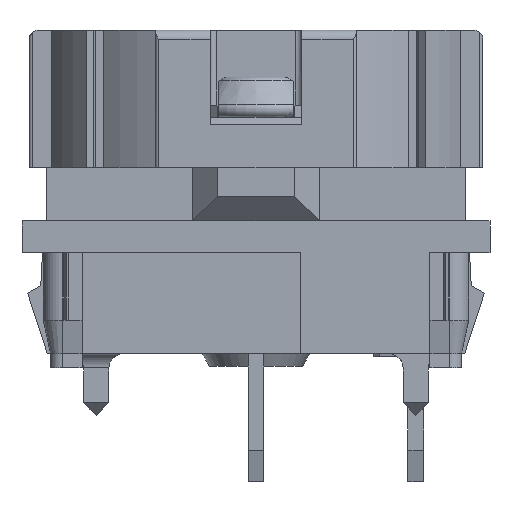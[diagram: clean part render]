
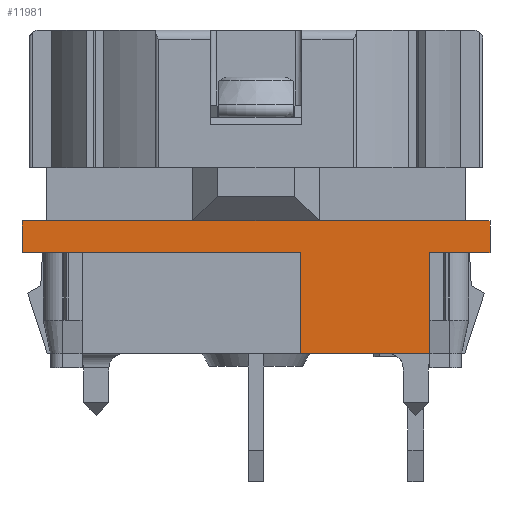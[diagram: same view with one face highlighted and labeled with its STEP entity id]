
A CAD part, front view. The second image highlights one B-rep face of the part: STEP entity #11981.
In plain terms, the highlighted planar face has unit normal (0, -1, 0).
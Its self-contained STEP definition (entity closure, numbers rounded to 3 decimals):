
#10896=CARTESIAN_POINT('',(6.725,-5.5,-4.65));
#10897=VERTEX_POINT('',#10896);
#11072=CARTESIAN_POINT('',(-6.725,-5.5,-4.65));
#11073=VERTEX_POINT('',#11072);
#11146=CARTESIAN_POINT('',(-5.5,-5.5,-4.65));
#11147=VERTEX_POINT('',#11146);
#11194=CARTESIAN_POINT('',(1.4,-5.5,-7.85));
#11195=VERTEX_POINT('',#11194);
#11202=CARTESIAN_POINT('',(1.4,-5.5,-4.65));
#11203=VERTEX_POINT('',#11202);
#11204=CARTESIAN_POINT('',(1.4,-5.5,-7.85));
#11205=DIRECTION('',(0.0,0.0,1.0));
#11206=VECTOR('',#11205,1.0);
#11207=LINE('',#11204,#11206);
#11208=EDGE_CURVE('no 8659',#11195,#11203,#11207,.T.);
#11227=CARTESIAN_POINT('',(5.5,-5.5,-7.85));
#11228=VERTEX_POINT('',#11227);
#11247=CARTESIAN_POINT('',(5.5,-5.5,-4.65));
#11248=VERTEX_POINT('',#11247);
#11255=CARTESIAN_POINT('',(5.5,-5.5,-7.85));
#11256=DIRECTION('',(0.0,0.0,1.0));
#11257=VECTOR('',#11256,1.0);
#11258=LINE('',#11255,#11257);
#11259=EDGE_CURVE('no 8660',#11228,#11248,#11258,.T.);
#11270=CARTESIAN_POINT('',(7.4,-5.5,-4.65));
#11271=DIRECTION('',(-1.0,0.0,0.0));
#11272=VECTOR('',#11271,1.0);
#11273=LINE('',#11270,#11272);
#11274=EDGE_CURVE('no 8657',#11147,#11073,#11273,.T.);
#11316=CARTESIAN_POINT('',(7.4,-5.5,-4.65));
#11317=DIRECTION('',(-1.0,0.0,0.0));
#11318=VECTOR('',#11317,1.0);
#11319=LINE('',#11316,#11318);
#11320=EDGE_CURVE('no 8661',#10897,#11248,#11319,.T.);
#11371=CARTESIAN_POINT('',(-2.0,-5.5,-3.65));
#11372=VERTEX_POINT('',#11371);
#11381=CARTESIAN_POINT('',(2.0,-5.5,-3.65));
#11382=VERTEX_POINT('',#11381);
#11383=CARTESIAN_POINT('',(7.4,-5.5,-3.65));
#11384=DIRECTION('',(-1.0,0.0,0.0));
#11385=VECTOR('',#11384,1.0);
#11386=LINE('',#11383,#11385);
#11387=EDGE_CURVE('no 8655',#11382,#11372,#11386,.T.);
#11414=CARTESIAN_POINT('',(7.4,-5.5,-4.65));
#11415=DIRECTION('',(-1.0,0.0,0.0));
#11416=VECTOR('',#11415,1.0);
#11417=LINE('',#11414,#11416);
#11418=EDGE_CURVE('no 8658',#11203,#11147,#11417,.T.);
#11430=CARTESIAN_POINT('',(7.4,-5.5,-3.65));
#11431=VERTEX_POINT('',#11430);
#11438=CARTESIAN_POINT('',(7.4,-5.5,-4.65));
#11439=VERTEX_POINT('',#11438);
#11440=CARTESIAN_POINT('',(7.4,-5.5,-4.65));
#11441=DIRECTION('',(0.0,0.0,1.0));
#11442=VECTOR('',#11441,1.0);
#11443=LINE('',#11440,#11442);
#11444=EDGE_CURVE('no 8662',#11439,#11431,#11443,.T.);
#11905=CARTESIAN_POINT('',(-7.4,-5.5,-3.65));
#11906=VERTEX_POINT('',#11905);
#11914=CARTESIAN_POINT('',(-7.4,-5.5,-4.65));
#11915=VERTEX_POINT('',#11914);
#11922=CARTESIAN_POINT('',(-7.4,-5.5,-4.65));
#11923=DIRECTION('',(0.0,0.0,1.0));
#11924=VECTOR('',#11923,1.0);
#11925=LINE('',#11922,#11924);
#11926=EDGE_CURVE('no 8656',#11915,#11906,#11925,.T.);
#11936=CARTESIAN_POINT('',(7.4,-5.5,-3.65));
#11937=DIRECTION('',(-1.0,0.0,0.0));
#11938=VECTOR('',#11937,1.0);
#11939=LINE('',#11936,#11938);
#11940=EDGE_CURVE('no 8593',#11431,#11382,#11939,.T.);
#11941=ORIENTED_EDGE('',*,*,#11940,.T.);
#11942=ORIENTED_EDGE('',*,*,#11387,.T.);
#11943=CARTESIAN_POINT('',(7.4,-5.5,-3.65));
#11944=DIRECTION('',(-1.0,0.0,0.0));
#11945=VECTOR('',#11944,1.0);
#11946=LINE('',#11943,#11945);
#11947=EDGE_CURVE('no 8654',#11372,#11906,#11946,.T.);
#11948=ORIENTED_EDGE('',*,*,#11947,.T.);
#11949=ORIENTED_EDGE('',*,*,#11926,.F.);
#11950=CARTESIAN_POINT('',(7.4,-5.5,-4.65));
#11951=DIRECTION('',(-1.0,0.0,0.0));
#11952=VECTOR('',#11951,1.0);
#11953=LINE('',#11950,#11952);
#11954=EDGE_CURVE('no 8623',#11073,#11915,#11953,.T.);
#11955=ORIENTED_EDGE('',*,*,#11954,.F.);
#11956=ORIENTED_EDGE('',*,*,#11274,.F.);
#11957=ORIENTED_EDGE('',*,*,#11418,.F.);
#11958=ORIENTED_EDGE('',*,*,#11208,.F.);
#11959=CARTESIAN_POINT('',(5.5,-5.5,-7.85));
#11960=DIRECTION('',(-1.0,0.0,0.0));
#11961=VECTOR('',#11960,1.0);
#11962=LINE('',#11959,#11961);
#11963=EDGE_CURVE('no 8570',#11228,#11195,#11962,.T.);
#11964=ORIENTED_EDGE('',*,*,#11963,.F.);
#11965=ORIENTED_EDGE('',*,*,#11259,.T.);
#11966=ORIENTED_EDGE('',*,*,#11320,.F.);
#11967=CARTESIAN_POINT('',(7.4,-5.5,-4.65));
#11968=DIRECTION('',(-1.0,0.0,0.0));
#11969=VECTOR('',#11968,1.0);
#11970=LINE('',#11967,#11969);
#11971=EDGE_CURVE('no 8615',#11439,#10897,#11970,.T.);
#11972=ORIENTED_EDGE('',*,*,#11971,.F.);
#11973=ORIENTED_EDGE('',*,*,#11444,.T.);
#11974=EDGE_LOOP('',(
    #11941,#11942,#11948,#11949,#11955,#11956,#11957,#11958,#11964,#11965,
    #11966,#11972,#11973));
#11975=FACE_OUTER_BOUND('',#11974,.T.);
#11976=CARTESIAN_POINT('',(7.4,-5.5,-4.65));
#11977=DIRECTION('',(-0.0,1.0,0.0));
#11978=DIRECTION('',(-1.0,-0.0,0.0));
#11979=AXIS2_PLACEMENT_3D('',#11976,#11977,#11978);
#11980=PLANE('',#11979);
#11981=ADVANCED_FACE('no 3367',(#11975),#11980,.F.);
